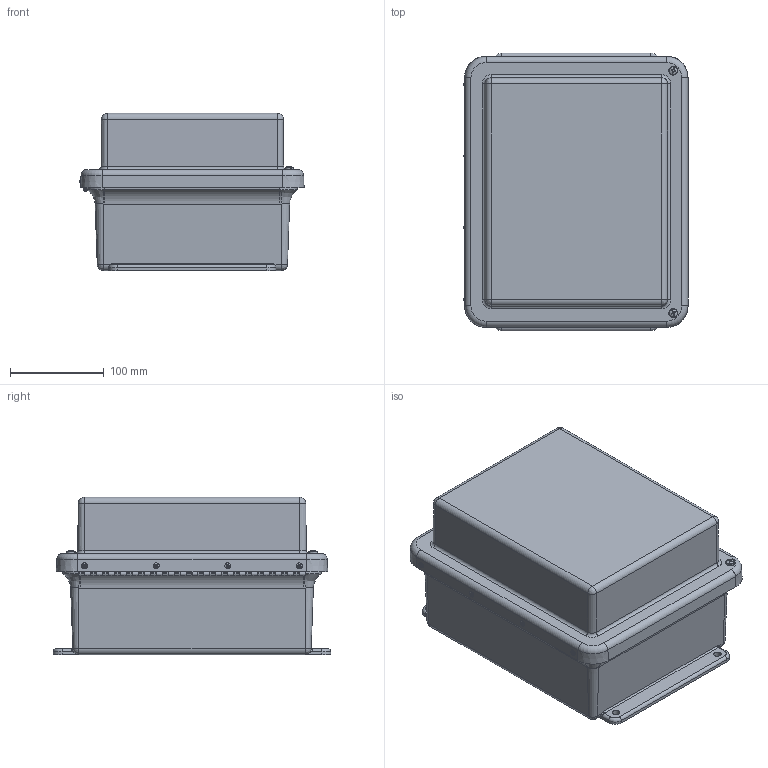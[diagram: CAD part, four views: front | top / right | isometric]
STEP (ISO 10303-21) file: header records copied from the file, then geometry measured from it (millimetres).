
FILE_DESCRIPTION(/* description */ (''),/* implementation_level */ '2;1');
FILE_NAME(/* name */ 'HW-RHJ100806CHSC.stp',/* time_stamp */ '2014-04-03T11:01:52-05:00',/* author */ ('jtigges'),/* organization */ (''),/* preprocessor_version */ 'ST-DEVELOPER v15.2',/* originating_system */ 'Autodesk Inventor 2014',/* authorisation */ '');
FILE_SCHEMA (('AUTOMOTIVE_DESIGN { 1 0 10303 214 3 1 1 }'));
Length unit declared in the file: inch
Products named in the file (18): J1008HW_5; RMINS45821P_133; RMINS45821P_134; RMINS45821P_135; RMINS45821P_136; RMINS45821P_137; RMINS45821P_138; J1008BHW; RMHINGCOV9.5; RMHINGPIN9.5; RMHINGBOX9.5; RMHING9.5(RJ&A); RJ1008HWCVR; GASKET_1008; WP1008HWU; RMSC10X063PHCPH; RMRIV43; RJ1008HW_STP
Bounding box: 238.59 x 295.27 x 167.48 mm (x, y, z)
Volume: 1120937.7 mm3; surface area: 615822.5 mm2
Topology: 22 solids, 22 shells, 801 faces, 1981 edges, 1251 vertices
Faces by surface type: cylinder 303, plane 269, cone 137, torus 48, bspline 40, sphere 4
Full cylindrical faces by diameter (mm): 2.159 x39, 3.175 x8, 3.327 x8, 3.556 x8, 3.683 x2, 3.861 x5, 3.962 x7, 3.967 x40, 4.826 x40, 5.537 x4, 6.35 x8, 6.858 x6
Entity records: 20426 total; most frequent: CARTESIAN_POINT 4778, DIRECTION 3392, ORIENTED_EDGE 2828, EDGE_CURVE 1414, AXIS2_PLACEMENT_3D 1355, VERTEX_POINT 982, EDGE_LOOP 970, LINE 682
